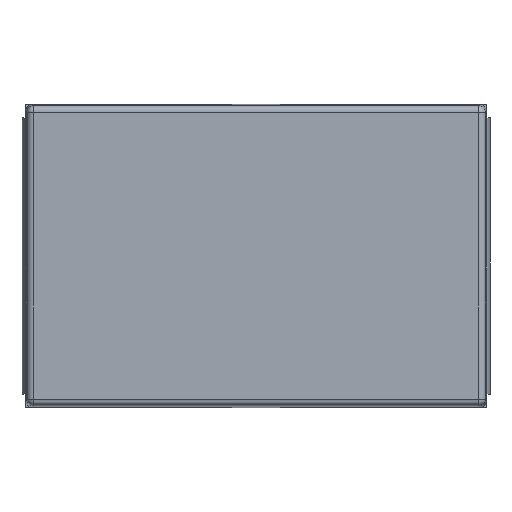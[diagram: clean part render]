
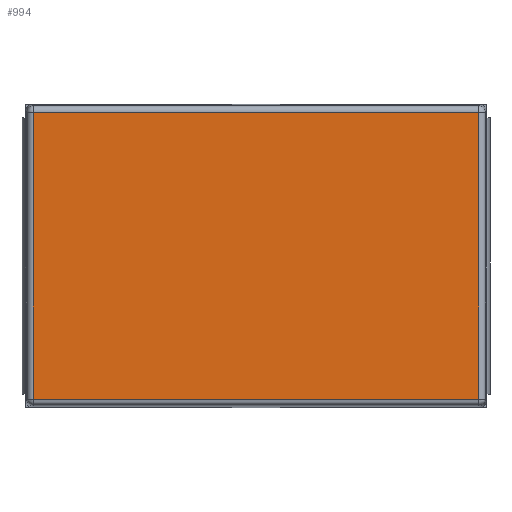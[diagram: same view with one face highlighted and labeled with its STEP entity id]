
A CAD part, top view. The second image highlights one B-rep face of the part: STEP entity #994.
In plain terms, the highlighted planar face has unit normal (0, 0, 1).
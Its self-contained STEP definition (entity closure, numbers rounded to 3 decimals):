
#80=FACE_OUTER_BOUND($,#138,.T.);
#138=EDGE_LOOP($,(#830,#831,#832,#833));
#216=LINE($,#1568,#328);
#220=LINE($,#1584,#332);
#222=LINE($,#1587,#334);
#224=LINE($,#1590,#336);
#328=VECTOR($,#1279,4.351);
#332=VECTOR($,#1297,6.751);
#334=VECTOR($,#1301,4.351);
#336=VECTOR($,#1305,6.751);
#445=VERTEX_POINT($,#1530);
#450=VERTEX_POINT($,#1543);
#455=VERTEX_POINT($,#1556);
#460=VERTEX_POINT($,#1572);
#572=EDGE_CURVE($,#445,#455,#216,.T.);
#580=EDGE_CURVE($,#455,#460,#220,.T.);
#582=EDGE_CURVE($,#460,#450,#222,.T.);
#584=EDGE_CURVE($,#450,#445,#224,.T.);
#830=ORIENTED_EDGE($,*,*,#572,.F.);
#831=ORIENTED_EDGE($,*,*,#584,.F.);
#832=ORIENTED_EDGE($,*,*,#582,.F.);
#833=ORIENTED_EDGE($,*,*,#580,.F.);
#938=PLANE($,#1085);
#994=ADVANCED_FACE($,(#80),#938,.T.);
#1085=AXIS2_PLACEMENT_3D($,#1622,#1330,#1331);
#1279=DIRECTION($,(0.,1.,0.));
#1297=DIRECTION($,(1.,0.,0.));
#1301=DIRECTION($,(0.,-1.,0.));
#1305=DIRECTION($,(-1.,0.,0.));
#1330=DIRECTION('center_axis',(0.,0.,1.));
#1331=DIRECTION('ref_axis',(1.,0.,0.));
#1530=CARTESIAN_POINT('',(-3.376,0.124,1.348));
#1543=CARTESIAN_POINT('',(3.376,0.124,1.348));
#1556=CARTESIAN_POINT('',(-3.376,4.476,1.348));
#1568=CARTESIAN_POINT($,(-3.376,3.45,1.348));
#1572=CARTESIAN_POINT('',(3.376,4.476,1.348));
#1584=CARTESIAN_POINT($,(-0.185,4.476,1.348));
#1587=CARTESIAN_POINT($,(3.376,3.35,1.348));
#1590=CARTESIAN_POINT($,(0.185,0.124,1.348));
#1622=CARTESIAN_POINT('Origin',(0.,2.3,1.348));
